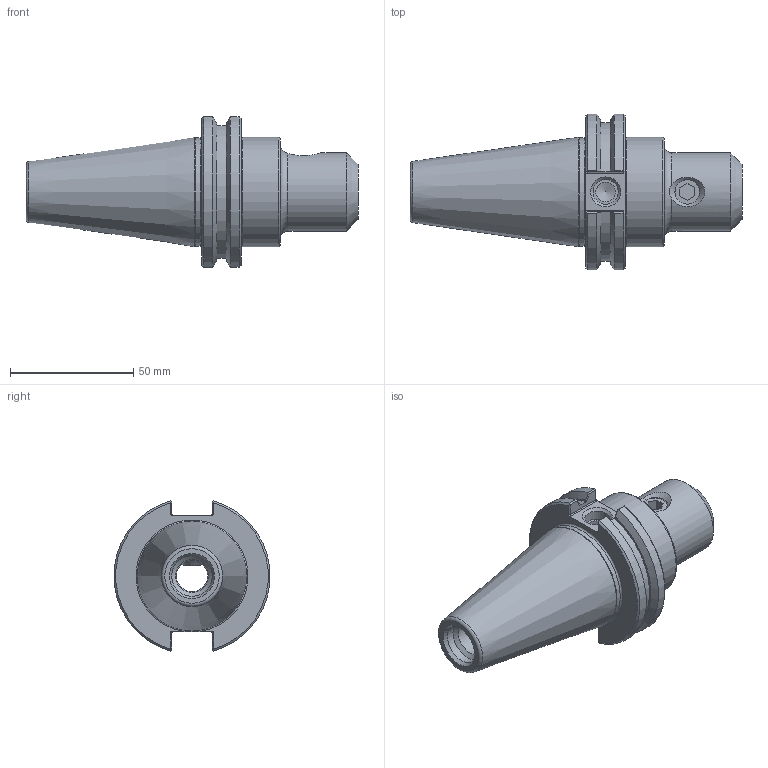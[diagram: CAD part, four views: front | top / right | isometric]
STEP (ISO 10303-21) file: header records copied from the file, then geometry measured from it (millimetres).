
FILE_DESCRIPTION(/* description */ ('ENDMILL HOLDER'),/* implementation_level */ '2;1');
FILE_NAME(/* name */ 'C40-50EM2.stp',/* time_stamp */ '2021-12-20T07:21:03-05:00',/* author */ ('dalloco'),/* organization */ (''),/* preprocessor_version */ 'ST-DEVELOPER v17',/* originating_system */ 'Autodesk Inventor 2018',/* authorisation */ '');
FILE_SCHEMA (('AUTOMOTIVE_DESIGN { 1 0 10303 214 3 1 1 }'));
Length unit declared in the file: inch
Products named in the file (3): C40-50EM2; C40-50EM2-1; 029-917
Assembly tree (2 placements, depth 2):
  C40-50EM2
    C40-50EM2-1
    029-917
Bounding box: 134.8 x 63.26 x 61.11 mm (x, y, z)
Volume: 142727 mm3; surface area: 27849.4 mm2
Topology: 2 solids, 2 shells, 104 faces, 296 edges, 198 vertices
Faces by surface type: plane 41, cylinder 29, cone 21, bspline 8, torus 5
Full cylindrical faces by diameter (mm): 8 x1, 9.921 x2, 10.135 x1, 11.112 x1, 12.7 x1, 13.386 x1, 16.459 x1, 31.75 x1, 43.942 x1, 44.45 x1
Entity records: 4714 total; most frequent: CARTESIAN_POINT 1871, ORIENTED_EDGE 588, DIRECTION 534, EDGE_CURVE 294, AXIS2_PLACEMENT_3D 205, VERTEX_POINT 198, LINE 124, VECTOR 124
